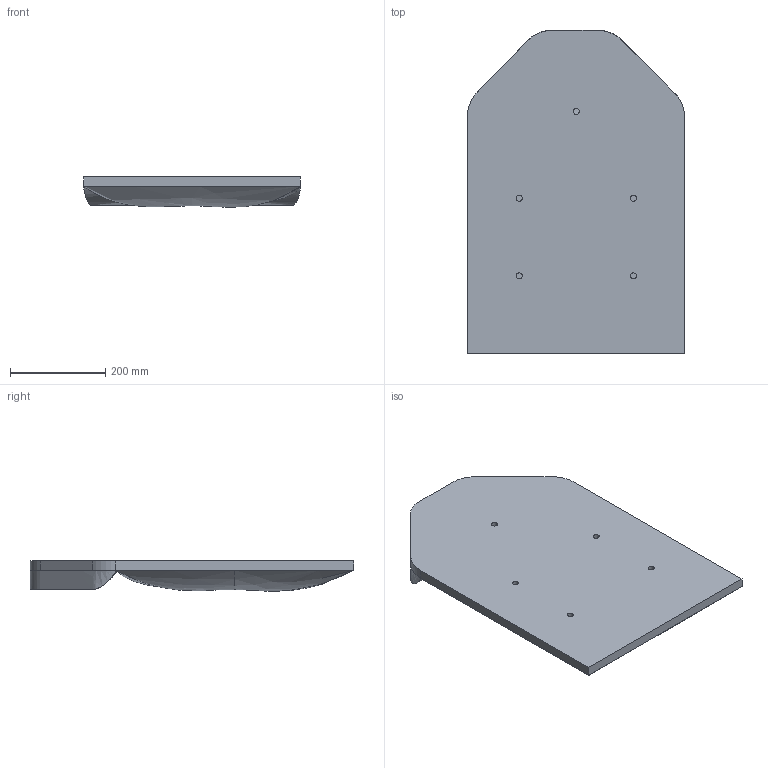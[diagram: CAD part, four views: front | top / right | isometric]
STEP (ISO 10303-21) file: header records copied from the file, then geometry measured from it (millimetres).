
FILE_DESCRIPTION (( 'STEP AP203' ), '1' );
FILE_NAME ('back cover cusion.STEP', '2025-09-14T07:41:42', ( '' ), ( '' ), 'SwSTEP 2.0', 'SolidWorks 2024', '' );
FILE_SCHEMA (( 'CONFIG_CONTROL_DESIGN' ));
Length unit declared in the file: centimetre
Products named in the file (1): back cover cusion
Bounding box: 455.75 x 679.08 x 63.56 mm (x, y, z)
Surface area: 1290203 mm2 (no closed solid volume)
Topology: 0 solids, 7 shells, 48 faces, 107 edges, 72 vertices
Faces by surface type: plane 20, cylinder 14, bspline 14
Entity records: 3671 total; most frequent: CARTESIAN_POINT 2559, ORIENTED_EDGE 212, DIRECTION 193, EDGE_CURVE 107, VERTEX_POINT 72, AXIS2_PLACEMENT_3D 71, EDGE_LOOP 58, LINE 51
